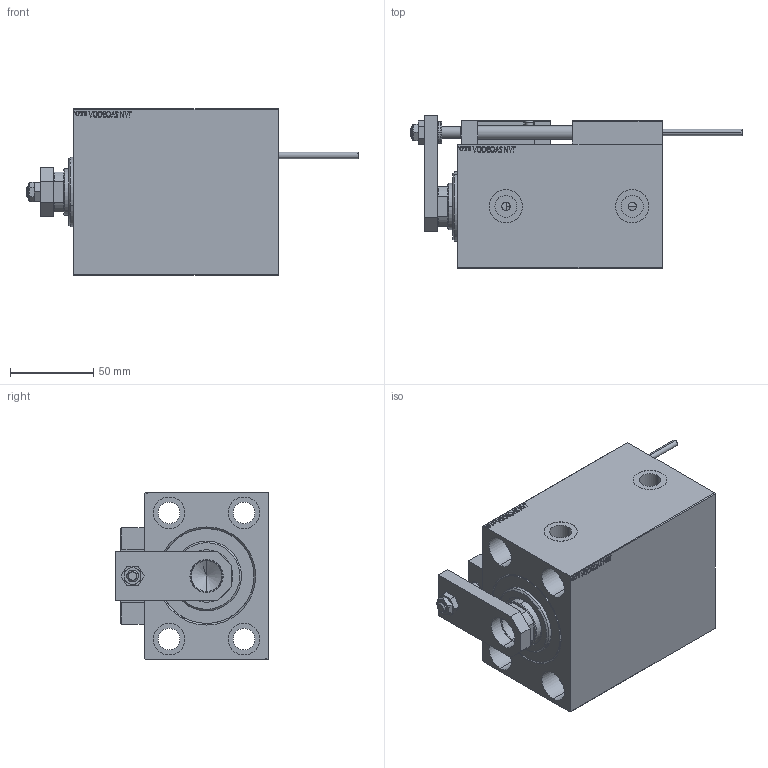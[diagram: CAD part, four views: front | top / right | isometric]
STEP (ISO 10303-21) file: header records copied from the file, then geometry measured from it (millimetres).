
FILE_DESCRIPTION (( 'STEP AP203' ), '1' );
FILE_NAME ('54d4.STEP', '2021-03-18T22:56:29', ( '' ), ( '' ), 'SwSTEP 2.0', 'SolidWorks 2019', '' );
FILE_SCHEMA (( 'CONFIG_CONTROL_DESIGN' ));
Length unit declared in the file: millimetre
Products named in the file (16): KONCOVKA ade5023aa0b28aa00e0cfefdcc0631d7; SWITCH X ade5023aa0b28aa00e0cfefdcc0631d7; NUT_D12 ade5023aa0b28aa00e0cfefdcc0631d7; V450CM_C ade5023aa0b28aa00e0cfefdcc0631d7; TYC_L79 ade5023aa0b28aa00e0cfefdcc0631d7; 54d4; V450CM_C_VCP ade5023aa0b28aa00e0cfefdcc0631d7; Block ade5023aa0b28aa00e0cfefdcc0631d7; SWITCH_X_FRONT_BACK ade5023aa0b28aa00e0cfefdcc0631d7; ZARAZKA ade5023aa0b28aa00e0cfefdcc0631d7; V450CM_VC_B ade5023aa0b28aa00e0cfefdcc0631d7; ALLEN BOLT D8 ade5023aa0b28aa00e0cfefdcc0631d7; MAGNET ade5023aa0b28aa00e0cfefdcc0631d7; ALLEN BOLT D5 ade5023aa0b28aa00e0cfefdcc0631d7; NUT_D10 ade5023aa0b28aa00e0cfefdcc0631d7; SWITCH DIM B,W ade5023aa0b28aa00e0cfefdcc0631d7
Assembly tree (25 placements, depth 3):
  54d4
    V450CM_C ade5023aa0b28aa00e0cfefdcc0631d7
    SWITCH X ade5023aa0b28aa00e0cfefdcc0631d7
      SWITCH_X_FRONT_BACK ade5023aa0b28aa00e0cfefdcc0631d7  x2
      TYC_L79 ade5023aa0b28aa00e0cfefdcc0631d7
      Block ade5023aa0b28aa00e0cfefdcc0631d7  x2
      ALLEN BOLT D5 ade5023aa0b28aa00e0cfefdcc0631d7  x4
      ALLEN BOLT D8 ade5023aa0b28aa00e0cfefdcc0631d7  x4
      MAGNET ade5023aa0b28aa00e0cfefdcc0631d7  x2
      KONCOVKA ade5023aa0b28aa00e0cfefdcc0631d7  x2
    NUT_D12 ade5023aa0b28aa00e0cfefdcc0631d7
    SWITCH DIM B,W ade5023aa0b28aa00e0cfefdcc0631d7
    ZARAZKA ade5023aa0b28aa00e0cfefdcc0631d7
    NUT_D10 ade5023aa0b28aa00e0cfefdcc0631d7
    V450CM_C_VCP ade5023aa0b28aa00e0cfefdcc0631d7
    V450CM_VC_B ade5023aa0b28aa00e0cfefdcc0631d7
Bounding box: 199.7 x 92.5 x 100 mm (x, y, z)
Volume: 824299.5 mm3; surface area: 156631.4 mm2
Topology: 24 solids, 24 shells, 1319 faces, 3158 edges, 2018 vertices
Faces by surface type: plane 574, bspline 380, cylinder 204, cone 113, torus 44, sphere 4
Entity records: 51671 total; most frequent: CARTESIAN_POINT 26429, ORIENTED_EDGE 5336, DIRECTION 3639, EDGE_CURVE 2668, VERTEX_POINT 1742, VECTOR 1519, LINE 1519, EDGE_LOOP 1238
